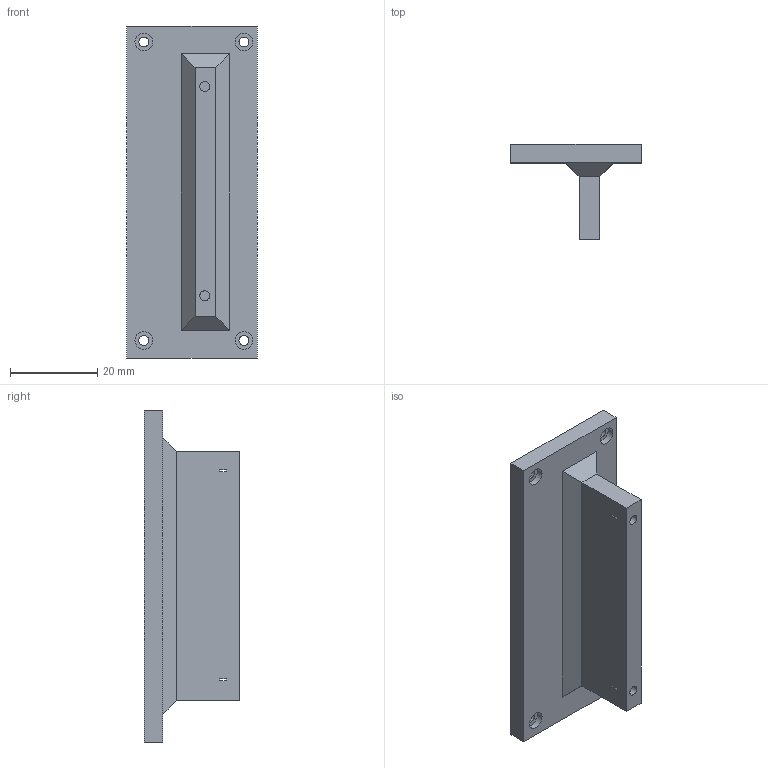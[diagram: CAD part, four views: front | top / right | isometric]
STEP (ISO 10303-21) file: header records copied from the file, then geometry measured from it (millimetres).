
FILE_DESCRIPTION(/* description */ (''),/* implementation_level */ '2;1');
FILE_NAME(/* name */ 'PCB BRACE.stp',/* time_stamp */ '2023-09-22T11:47:37-04:00',/* author */ ('jagers'),/* organization */ (''),/* preprocessor_version */ 'ST-DEVELOPER v19.2',/* originating_system */ 'Autodesk Inventor 2023',/* authorisation */ '');
FILE_SCHEMA (('AUTOMOTIVE_DESIGN { 1 0 10303 214 3 1 1 }'));
Length unit declared in the file: inch
Products named in the file (1): PCB BRACE
Bounding box: 29.97 x 21.84 x 76.2 mm (x, y, z)
Volume: 14824 mm3; surface area: 7695.1 mm2
Topology: 1 solids, 1 shells, 45 faces, 104 edges, 68 vertices
Faces by surface type: plane 33, cylinder 12
Full cylindrical faces by diameter (mm): 2.286 x8, 4.064 x4
Entity records: 1347 total; most frequent: DIRECTION 220, CARTESIAN_POINT 218, ORIENTED_EDGE 208, EDGE_CURVE 104, LINE 80, VECTOR 80, AXIS2_PLACEMENT_3D 70, EDGE_LOOP 68
